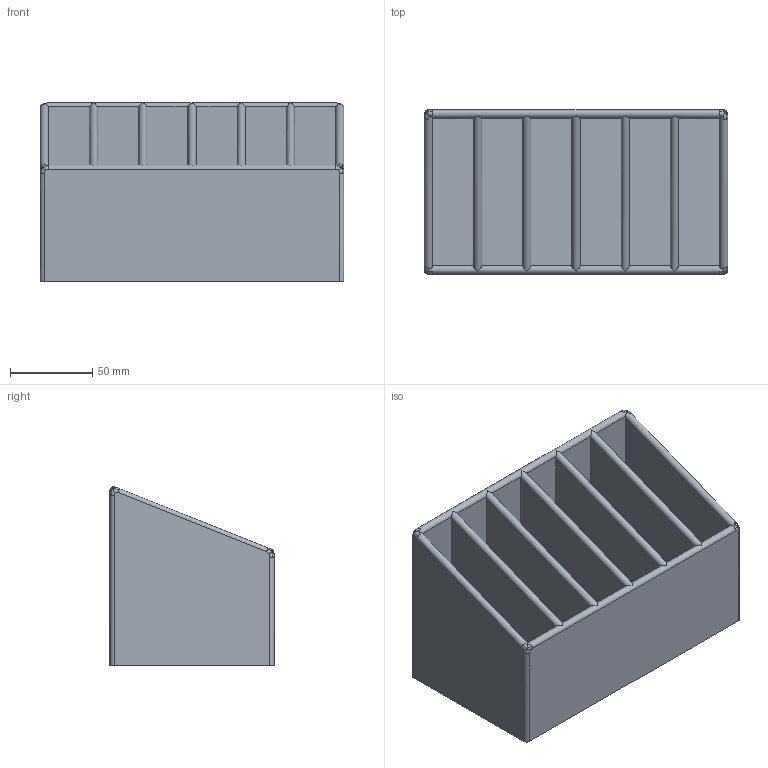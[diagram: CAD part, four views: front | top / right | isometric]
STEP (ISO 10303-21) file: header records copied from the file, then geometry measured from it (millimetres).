
FILE_DESCRIPTION(/* description */ (''),/* implementation_level */ '2;1');
FILE_NAME(/* name */ 'batttery holder v2.step',/* time_stamp */ '2023-05-16T17:54:16-07:00',/* author */ (''),/* organization */ (''),/* preprocessor_version */ 'ST-DEVELOPER v19.2',/* originating_system */ 'Autodesk Translation Framework v11.17.0.187',/* authorisation */ '');
FILE_SCHEMA (('AUTOMOTIVE_DESIGN { 1 0 10303 214 3 1 1 }'));
Length unit declared in the file: millimetre
Products named in the file (1): batttery holder
Bounding box: 185 x 100 x 108.8 mm (x, y, z)
Volume: 581391 mm3; surface area: 196246.3 mm2
Topology: 1 solids, 1 shells, 72 faces, 216 edges, 146 vertices
Faces by surface type: plane 35, bspline 24, cylinder 13
Entity records: 3436 total; most frequent: CARTESIAN_POINT 1502, ORIENTED_EDGE 432, DIRECTION 370, EDGE_CURVE 216, VERTEX_POINT 146, AXIS2_PLACEMENT_3D 141, LINE 88, VECTOR 88
